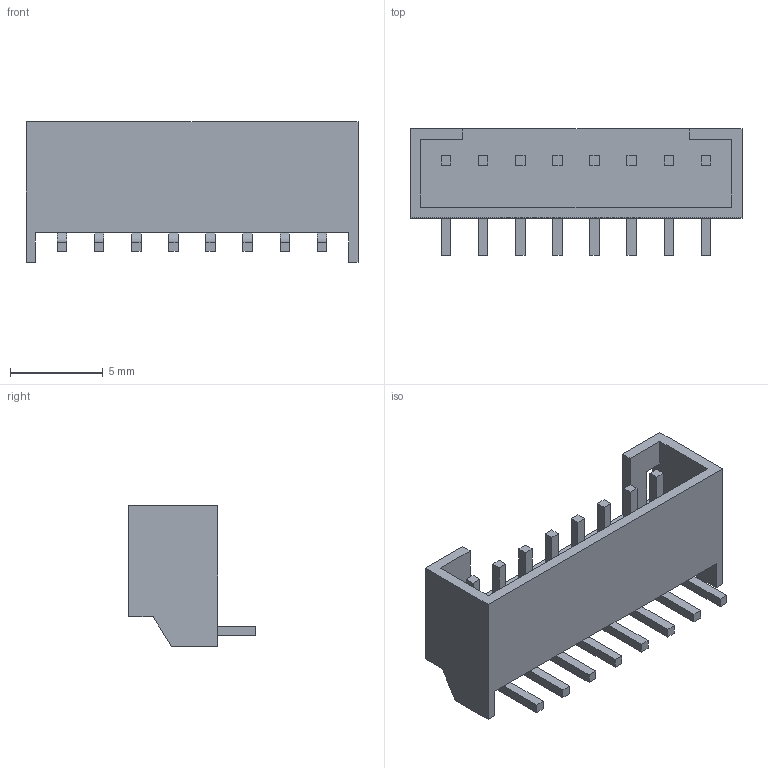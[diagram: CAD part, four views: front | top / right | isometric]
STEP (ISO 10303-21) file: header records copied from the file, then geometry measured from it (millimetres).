
FILE_DESCRIPTION (( 'STEP AP214' ), '1' );
FILE_NAME ('User Library-PCB HEADER (JST SxB-PH-K-S (RIGHT ANGLE)).STEP', '2020-05-08T17:06:14', ( '' ), ( '' ), 'SwSTEP 2.0', 'SolidWorks 2019', '' );
FILE_SCHEMA (( 'AUTOMOTIVE_DESIGN' ));
Length unit declared in the file: millimetre
Products named in the file (1): User Library-PCB HEADER (JST SxB-PH-K-S (RIGHT ANGLE))
Bounding box: 17.9 x 6.8 x 7.6 mm (x, y, z)
Volume: 263.6 mm3; surface area: 677.8 mm2
Topology: 2 solids, 2 shells, 118 faces, 306 edges, 204 vertices
Faces by surface type: plane 102, cylinder 16
Entity records: 4647 total; most frequent: CARTESIAN_POINT 629, ORIENTED_EDGE 612, DIRECTION 576, EDGE_CURVE 306, VECTOR 274, LINE 274, VERTEX_POINT 204, AXIS2_PLACEMENT_3D 151
